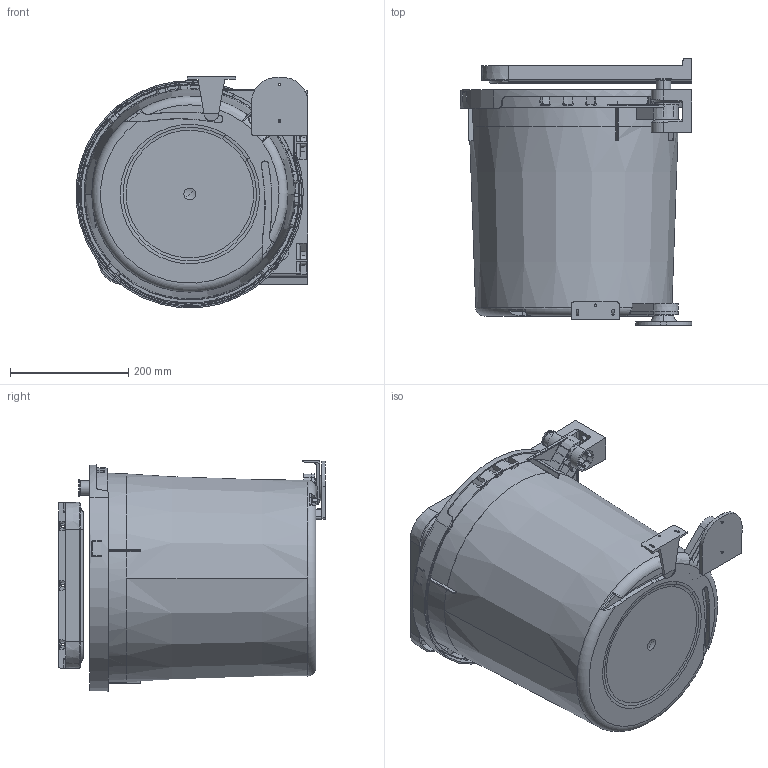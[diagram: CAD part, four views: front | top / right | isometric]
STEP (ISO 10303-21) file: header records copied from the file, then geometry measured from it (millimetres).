
FILE_DESCRIPTION((''),'2;1');
FILE_NAME('1002923','2023-01-04T10:20:08',('fba'),(''),'CREO PARAMETRIC BY PTC INC, 2022024','CREO PARAMETRIC BY PTC INC, 2022024','');
FILE_SCHEMA(('AUTOMOTIVE_DESIGN { 1 0 10303 214 1 1 1 1 }'));
Length unit declared in the file: millimetre
Products named in the file (9): 1002900; 1002902; 1002903; 1002904; 1002905; 1002906; 1002907; 1002908; 1002923
Assembly tree (8 placements, depth 2):
  1002923
    1002900
    1002902
    1002903
    1002904
    1002905
    1002906
    1002907
    1002908
Bounding box: 391.55 x 451.5 x 391.05 mm (x, y, z)
Volume: 2128591.9 mm3; surface area: 1713585.2 mm2
Topology: 8 solids, 8 shells, 1247 faces, 3411 edges, 2204 vertices
Faces by surface type: plane 635, cone 219, cylinder 207, torus 79, bspline 78, sphere 25, extrusion 4
Entity records: 59878 total; most frequent: CARTESIAN_POINT 19180, ORIENTED_EDGE 6774, DIRECTION 5590, PRESENTATION_STYLE_ASSIGNMENT 3395, STYLED_ITEM 3395, CURVE_STYLE 3387, EDGE_CURVE 3387, VERTEX_POINT 2202
